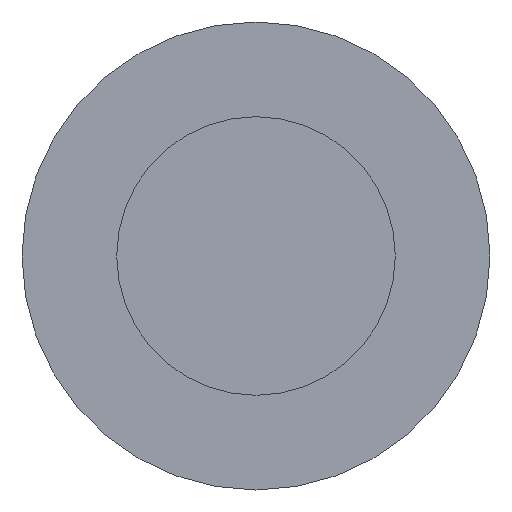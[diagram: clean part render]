
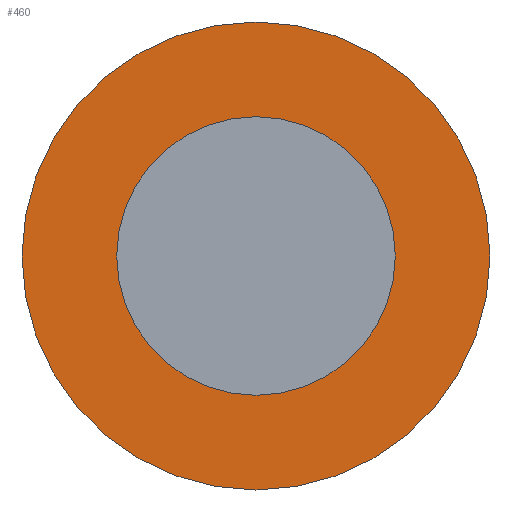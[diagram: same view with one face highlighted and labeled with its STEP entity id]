
A CAD part, front view. The second image highlights one B-rep face of the part: STEP entity #460.
In plain terms, the highlighted planar face has unit normal (0, -1, 0).
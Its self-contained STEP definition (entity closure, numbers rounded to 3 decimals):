
#57=FACE_BOUND('',#140,.T.);
#110=FACE_OUTER_BOUND('',#139,.T.);
#139=EDGE_LOOP('',(#332,#333));
#140=EDGE_LOOP('',(#334,#335));
#171=CIRCLE('',#498,1.);
#173=CIRCLE('',#500,1.);
#174=CIRCLE('',#502,2.1);
#175=CIRCLE('',#503,2.1);
#196=VERTEX_POINT('',#665);
#197=VERTEX_POINT('',#666);
#198=VERTEX_POINT('',#671);
#199=VERTEX_POINT('',#672);
#246=EDGE_CURVE('',#196,#197,#171,.T.);
#248=EDGE_CURVE('',#197,#196,#173,.T.);
#249=EDGE_CURVE('',#198,#199,#174,.T.);
#250=EDGE_CURVE('',#199,#198,#175,.T.);
#332=ORIENTED_EDGE('',*,*,#249,.T.);
#333=ORIENTED_EDGE('',*,*,#250,.T.);
#334=ORIENTED_EDGE('',*,*,#246,.T.);
#335=ORIENTED_EDGE('',*,*,#248,.T.);
#454=PLANE('',#501);
#460=ADVANCED_FACE('',(#110,#57),#454,.T.);
#498=AXIS2_PLACEMENT_3D('',#667,#561,#562);
#500=AXIS2_PLACEMENT_3D('',#669,#565,#566);
#501=AXIS2_PLACEMENT_3D('',#670,#567,#568);
#502=AXIS2_PLACEMENT_3D('',#673,#569,#570);
#503=AXIS2_PLACEMENT_3D('',#674,#571,#572);
#561=DIRECTION('center_axis',(0.,1.,0.));
#562=DIRECTION('ref_axis',(1.,0.,0.));
#565=DIRECTION('center_axis',(0.,1.,0.));
#566=DIRECTION('ref_axis',(-1.,0.,0.));
#567=DIRECTION('center_axis',(0.,-1.,0.));
#568=DIRECTION('ref_axis',(0.,0.,-1.));
#569=DIRECTION('center_axis',(0.,-1.,0.));
#570=DIRECTION('ref_axis',(1.,0.,0.));
#571=DIRECTION('center_axis',(0.,-1.,0.));
#572=DIRECTION('ref_axis',(-1.,0.,0.));
#665=CARTESIAN_POINT('',(1.151,2.85,0.));
#666=CARTESIAN_POINT('',(-0.849,2.85,0.));
#667=CARTESIAN_POINT('Origin',(0.151,2.85,0.));
#669=CARTESIAN_POINT('Origin',(0.151,2.85,0.));
#670=CARTESIAN_POINT('Origin',(0.151,2.85,0.));
#671=CARTESIAN_POINT('',(2.251,2.85,0.));
#672=CARTESIAN_POINT('',(-1.949,2.85,0.));
#673=CARTESIAN_POINT('Origin',(0.151,2.85,0.));
#674=CARTESIAN_POINT('Origin',(0.151,2.85,0.));
